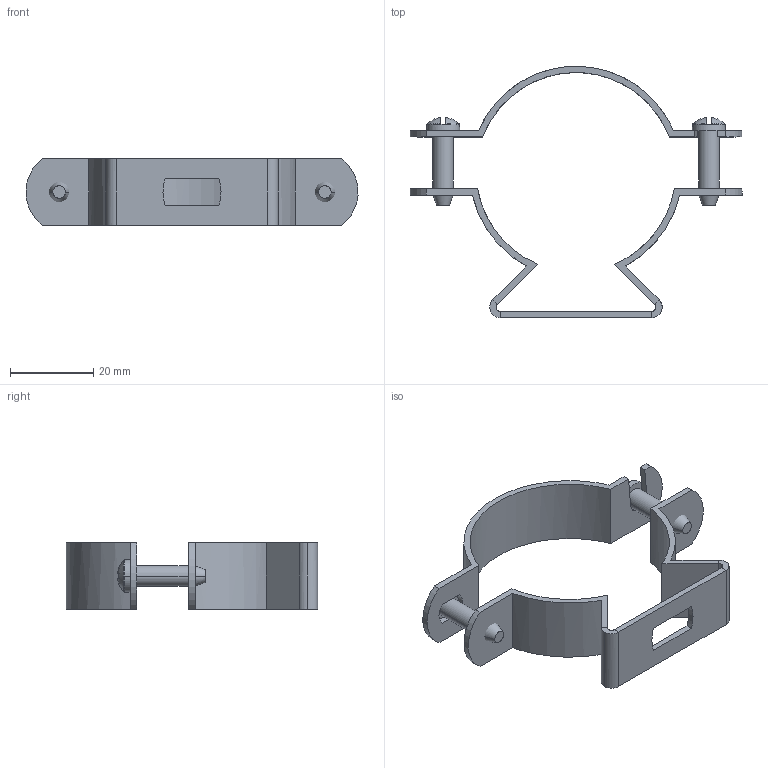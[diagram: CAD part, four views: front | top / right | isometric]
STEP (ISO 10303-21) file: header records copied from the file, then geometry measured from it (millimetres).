
FILE_DESCRIPTION(/* description */ (''),/* implementation_level */ '2;1');
FILE_NAME(/* name */ '48',/* time_stamp */ '2015-03-12T11:09:16+01:00',/* author */ (''),/* organization */ (''),/* preprocessor_version */ 'ST-DEVELOPER v15',/* originating_system */ '',/* authorisation */ '');
FILE_SCHEMA (('CONFIG_CONTROL_DESIGN'));
Length unit declared in the file: millimetre
Products named in the file (2): Document; Block 01
Assembly tree (1 placements, depth 2):
  Document
    Block 01
Bounding box: 79.94 x 60.5 x 16 mm (x, y, z)
Volume: 6227.1 mm3; surface area: 8957.4 mm2
Topology: 4 solids, 4 shells, 154 faces, 388 edges, 240 vertices
Faces by surface type: plane 96, bspline 58
Entity records: 5396 total; most frequent: CARTESIAN_POINT 2837, ORIENTED_EDGE 768, EDGE_CURVE 384, VERTEX_POINT 240, B_SPLINE_CURVE_WITH_KNOTS 207, EDGE_LOOP 164, ADVANCED_FACE 154, FACE_OUTER_BOUND 154
